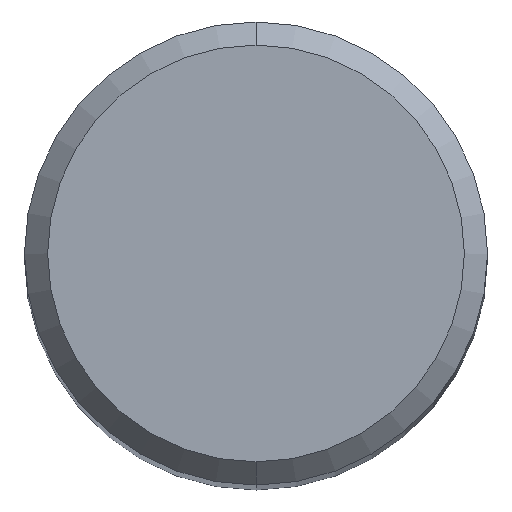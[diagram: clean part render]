
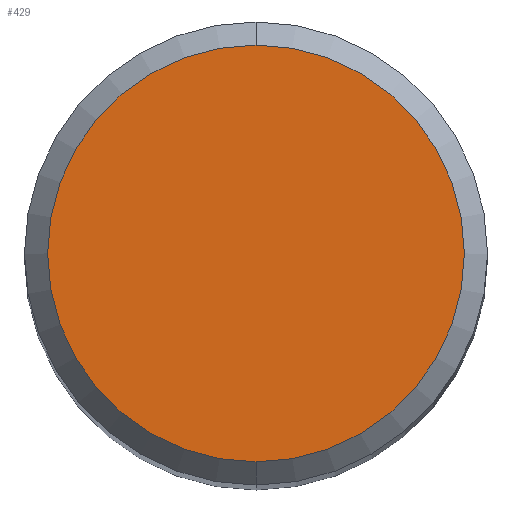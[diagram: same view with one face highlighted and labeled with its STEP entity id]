
A CAD part, top view. The second image highlights one B-rep face of the part: STEP entity #429.
In plain terms, the highlighted planar face has unit normal (0, 0, 1).
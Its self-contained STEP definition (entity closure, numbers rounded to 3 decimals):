
#429=ADVANCED_FACE('',(#1101),#1102,.T.);
#483=VERTEX_POINT('',#1160);
#671=EDGE_CURVE('',#483,#857,#1365,.T.);
#773=EDGE_CURVE('',#857,#483,#1479,.T.);
#857=VERTEX_POINT('',#1573);
#1101=FACE_OUTER_BOUND('',#2533,.T.);
#1102=PLANE('',#2534);
#1160=CARTESIAN_POINT('',(0.,-3.6,0.0));
#1365=CIRCLE('',#6484,3.6);
#1479=CIRCLE('',#7454,3.6);
#1573=CARTESIAN_POINT('',(0.0,3.6,0.0));
#2533=EDGE_LOOP('',(#13773,#13774));
#2534=AXIS2_PLACEMENT_3D('',#13775,#13776,#13777);
#6484=AXIS2_PLACEMENT_3D('',#14005,#14006,#14007);
#7454=AXIS2_PLACEMENT_3D('',#14175,#14176,#14177);
#13773=ORIENTED_EDGE('',*,*,#773,.F.);
#13774=ORIENTED_EDGE('',*,*,#671,.F.);
#13775=CARTESIAN_POINT('',(0.0,1.8,0.0));
#13776=DIRECTION('',(-0.0,0.0,1.0));
#13777=DIRECTION('',(0.0,-1.0,0.0));
#14005=CARTESIAN_POINT('',(0.0,0.0,0.0));
#14006=DIRECTION('',(0.0,0.0,-1.0));
#14007=DIRECTION('',(0.0,1.0,0.0));
#14175=CARTESIAN_POINT('',(0.0,0.0,0.0));
#14176=DIRECTION('',(0.0,0.0,-1.0));
#14177=DIRECTION('',(0.0,1.0,0.0));
